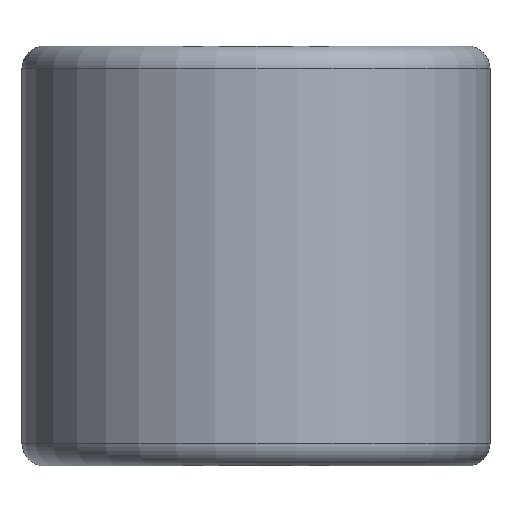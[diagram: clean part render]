
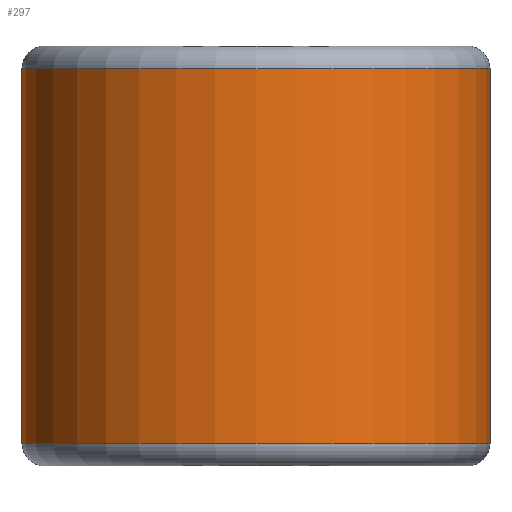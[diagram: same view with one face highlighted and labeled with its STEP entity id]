
A CAD part, front view. The second image highlights one B-rep face of the part: STEP entity #297.
In plain terms, the highlighted cylindrical face has radius 7.925 mm (diameter 15.85 mm), a partial arc.
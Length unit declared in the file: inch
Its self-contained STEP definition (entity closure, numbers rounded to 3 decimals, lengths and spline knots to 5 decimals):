
#137 = EDGE_LOOP ( 'NONE', ( #1657, #1567, #1127, #2142 ) ) ;
#220 = DIRECTION ( 'NONE',  ( 1., 0., 0. ) ) ;
#246 = AXIS2_PLACEMENT_3D ( 'NONE', #2329, #427, #220 ) ;
#285 = DIRECTION ( 'NONE',  ( 0., 0., 1. ) ) ;
#297 = ADVANCED_FACE ( 'NONE', ( #510 ), #1215, .T. ) ;
#372 = CARTESIAN_POINT ( 'NONE',  ( 0.25, -1., 0.25 ) ) ;
#413 = CARTESIAN_POINT ( 'NONE',  ( 0.562, -1., -0.25 ) ) ;
#427 = DIRECTION ( 'NONE',  ( 0., 0., 1. ) ) ;
#428 = VECTOR ( 'NONE', #1212, 39.37008 ) ;
#445 = VECTOR ( 'NONE', #785, 39.37008 ) ;
#459 = CIRCLE ( 'NONE', #1122, 0.312 ) ;
#510 = FACE_OUTER_BOUND ( 'NONE', #137, .T. ) ;
#574 = CARTESIAN_POINT ( 'NONE',  ( -0.062, -1., 0.25 ) ) ;
#576 = DIRECTION ( 'NONE',  ( 1., 0., 0. ) ) ;
#785 = DIRECTION ( 'NONE',  ( 0., 0., -1. ) ) ;
#921 = EDGE_CURVE ( 'NONE', #2135, #2320, #2618, .T. ) ;
#968 = LINE ( 'NONE', #1821, #428 ) ;
#986 = LINE ( 'NONE', #574, #445 ) ;
#996 = EDGE_CURVE ( 'NONE', #1652, #2320, #968, .T. ) ;
#1122 = AXIS2_PLACEMENT_3D ( 'NONE', #1510, #285, #1711 ) ;
#1127 = ORIENTED_EDGE ( 'NONE', *, *, #921, .F. ) ;
#1212 = DIRECTION ( 'NONE',  ( 0., 0., 1. ) ) ;
#1215 = CYLINDRICAL_SURFACE ( 'NONE', #246, 0.312 ) ;
#1335 = CARTESIAN_POINT ( 'NONE',  ( 0.562, -1., 0.25 ) ) ;
#1384 = VERTEX_POINT ( 'NONE', #1557 ) ;
#1476 = CARTESIAN_POINT ( 'NONE',  ( -0.062, -1., 0.25 ) ) ;
#1510 = CARTESIAN_POINT ( 'NONE',  ( 0.25, -1., -0.25 ) ) ;
#1557 = CARTESIAN_POINT ( 'NONE',  ( -0.062, -1., -0.25 ) ) ;
#1567 = ORIENTED_EDGE ( 'NONE', *, *, #996, .T. ) ;
#1652 = VERTEX_POINT ( 'NONE', #413 ) ;
#1657 = ORIENTED_EDGE ( 'NONE', *, *, #2055, .T. ) ;
#1711 = DIRECTION ( 'NONE',  ( 1., 0., 0. ) ) ;
#1798 = DIRECTION ( 'NONE',  ( 0., 0., 1. ) ) ;
#1821 = CARTESIAN_POINT ( 'NONE',  ( 0.562, -1., 0. ) ) ;
#2055 = EDGE_CURVE ( 'NONE', #1384, #1652, #459, .T. ) ;
#2135 = VERTEX_POINT ( 'NONE', #1476 ) ;
#2142 = ORIENTED_EDGE ( 'NONE', *, *, #2406, .T. ) ;
#2320 = VERTEX_POINT ( 'NONE', #1335 ) ;
#2329 = CARTESIAN_POINT ( 'NONE',  ( 0.25, -1., 0. ) ) ;
#2406 = EDGE_CURVE ( 'NONE', #2135, #1384, #986, .T. ) ;
#2584 = AXIS2_PLACEMENT_3D ( 'NONE', #372, #1798, #576 ) ;
#2618 = CIRCLE ( 'NONE', #2584, 0.312 ) ;
